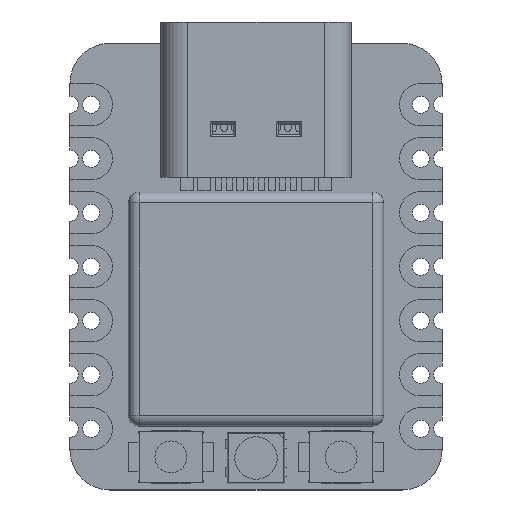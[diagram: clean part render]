
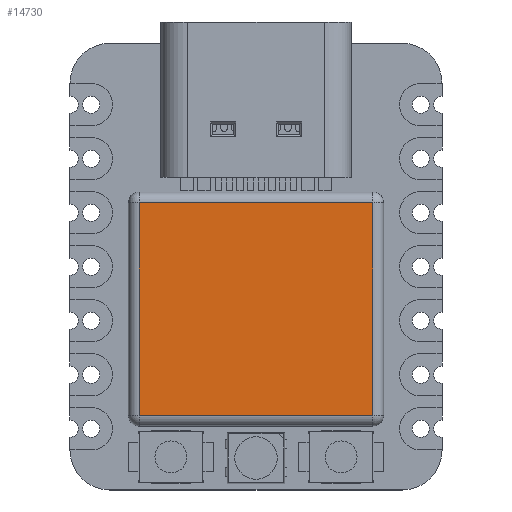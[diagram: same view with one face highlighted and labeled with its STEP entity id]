
A CAD part, top view. The second image highlights one B-rep face of the part: STEP entity #14730.
In plain terms, the highlighted planar face has unit normal (0, 0, 1).
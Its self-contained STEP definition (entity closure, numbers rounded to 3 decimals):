
#1623=FACE_OUTER_BOUND('',#2474,.T.);
#2474=EDGE_LOOP('',(#13299,#13300,#13301,#13302));
#4141=LINE('',#24457,#5818);
#4145=LINE('',#24473,#5822);
#4147=LINE('',#24476,#5824);
#4149=LINE('',#24479,#5826);
#5818=VECTOR('',#20090,10.);
#5822=VECTOR('',#20108,10.);
#5824=VECTOR('',#20112,10.);
#5826=VECTOR('',#20116,10.);
#7147=VERTEX_POINT('',#24419);
#7152=VERTEX_POINT('',#24432);
#7157=VERTEX_POINT('',#24445);
#7162=VERTEX_POINT('',#24461);
#9199=EDGE_CURVE('',#7147,#7157,#4141,.T.);
#9207=EDGE_CURVE('',#7157,#7162,#4145,.T.);
#9209=EDGE_CURVE('',#7162,#7152,#4147,.T.);
#9211=EDGE_CURVE('',#7152,#7147,#4149,.T.);
#13299=ORIENTED_EDGE('',*,*,#9199,.F.);
#13300=ORIENTED_EDGE('',*,*,#9211,.F.);
#13301=ORIENTED_EDGE('',*,*,#9209,.F.);
#13302=ORIENTED_EDGE('',*,*,#9207,.F.);
#13920=PLANE('',#16060);
#14730=ADVANCED_FACE('',(#1623),#13920,.T.);
#16060=AXIS2_PLACEMENT_3D('',#24485,#20124,#20125);
#20090=DIRECTION('',(0.,-1.,0.));
#20108=DIRECTION('',(-1.,0.,0.));
#20112=DIRECTION('',(0.,1.,0.));
#20116=DIRECTION('',(1.,0.,0.));
#20124=DIRECTION('center_axis',(0.,0.,1.));
#20125=DIRECTION('ref_axis',(1.,0.,0.));
#24419=CARTESIAN_POINT('',(5.5,3.,3.2));
#24432=CARTESIAN_POINT('',(-5.5,3.,3.2));
#24445=CARTESIAN_POINT('',(5.5,-7.,3.2));
#24457=CARTESIAN_POINT('',(5.5,-4.75,3.2));
#24461=CARTESIAN_POINT('',(-5.5,-7.,3.2));
#24473=CARTESIAN_POINT('',(-3.,-7.,3.2));
#24476=CARTESIAN_POINT('',(-5.5,0.75,3.2));
#24479=CARTESIAN_POINT('',(3.,3.,3.2));
#24485=CARTESIAN_POINT('Origin',(0.,-2.,3.2));
